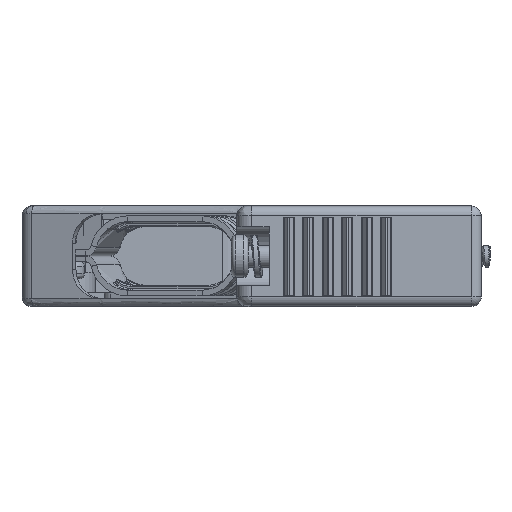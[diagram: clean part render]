
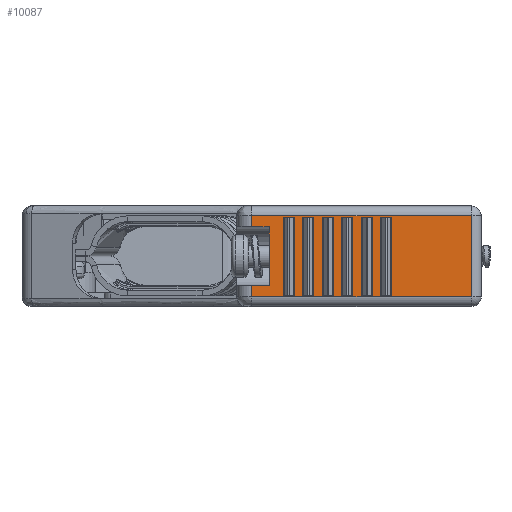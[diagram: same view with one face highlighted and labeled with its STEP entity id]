
A CAD part, left-side view. The second image highlights one B-rep face of the part: STEP entity #10087.
In plain terms, the highlighted planar face has unit normal (-1, 0, 0).
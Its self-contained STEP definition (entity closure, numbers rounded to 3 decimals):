
#6795=CARTESIAN_POINT('',(-51.105,21.5,8.15));
#6796=VERTEX_POINT('',#6795);
#6804=CARTESIAN_POINT('',(-51.105,21.5,9.3));
#6805=VERTEX_POINT('',#6804);
#6806=CARTESIAN_POINT('',(-51.105,21.5,8.15));
#6807=DIRECTION('',(0.,0.,1.));
#6808=VECTOR('',#6807,1.15);
#6809=LINE('',#6806,#6808);
#6810=EDGE_CURVE('',#6796,#6805,#6809,.T.);
#6837=CARTESIAN_POINT('',(-51.105,-1.,9.3));
#6838=VERTEX_POINT('',#6837);
#6846=CARTESIAN_POINT('',(-51.105,-1.,1.));
#6847=VERTEX_POINT('',#6846);
#6848=CARTESIAN_POINT('',(-51.105,-1.,9.3));
#6849=DIRECTION('',(0.,0.,-1.));
#6850=VECTOR('',#6849,8.3);
#6851=LINE('',#6848,#6850);
#6852=EDGE_CURVE('',#6838,#6847,#6851,.T.);
#8018=CARTESIAN_POINT('',(-51.105,19.7,8.15));
#8019=VERTEX_POINT('',#8018);
#8026=CARTESIAN_POINT('',(-51.105,19.7,8.15));
#8027=DIRECTION('',(0.,1.,0.));
#8028=VECTOR('',#8027,1.8);
#8029=LINE('',#8026,#8028);
#8030=EDGE_CURVE('',#8019,#6796,#8029,.T.);
#8096=CARTESIAN_POINT('',(-51.105,19.7,2.15));
#8097=VERTEX_POINT('',#8096);
#8104=CARTESIAN_POINT('',(-51.105,19.7,8.15));
#8105=DIRECTION('',(0.,0.,-1.));
#8106=VECTOR('',#8105,6.);
#8107=LINE('',#8104,#8106);
#8108=EDGE_CURVE('',#8019,#8097,#8107,.T.);
#8156=CARTESIAN_POINT('',(-51.105,17.134,9.15));
#8157=VERTEX_POINT('',#8156);
#8165=CARTESIAN_POINT('',(-51.105,18.266,9.15));
#8166=VERTEX_POINT('',#8165);
#8167=CARTESIAN_POINT('',(-51.105,17.134,9.15));
#8168=DIRECTION('',(0.,1.,0.));
#8169=VECTOR('',#8168,1.133);
#8170=LINE('',#8167,#8169);
#8171=EDGE_CURVE('',#8157,#8166,#8170,.T.);
#8215=CARTESIAN_POINT('',(-51.105,15.134,9.15));
#8216=VERTEX_POINT('',#8215);
#8224=CARTESIAN_POINT('',(-51.105,16.266,9.15));
#8225=VERTEX_POINT('',#8224);
#8226=CARTESIAN_POINT('',(-51.105,15.134,9.15));
#8227=DIRECTION('',(0.,1.,0.));
#8228=VECTOR('',#8227,1.133);
#8229=LINE('',#8226,#8228);
#8230=EDGE_CURVE('',#8216,#8225,#8229,.T.);
#8274=CARTESIAN_POINT('',(-51.105,13.134,9.15));
#8275=VERTEX_POINT('',#8274);
#8283=CARTESIAN_POINT('',(-51.105,14.266,9.15));
#8284=VERTEX_POINT('',#8283);
#8285=CARTESIAN_POINT('',(-51.105,13.134,9.15));
#8286=DIRECTION('',(0.,1.,0.));
#8287=VECTOR('',#8286,1.133);
#8288=LINE('',#8285,#8287);
#8289=EDGE_CURVE('',#8275,#8284,#8288,.T.);
#8333=CARTESIAN_POINT('',(-51.105,11.134,9.15));
#8334=VERTEX_POINT('',#8333);
#8342=CARTESIAN_POINT('',(-51.105,12.266,9.15));
#8343=VERTEX_POINT('',#8342);
#8344=CARTESIAN_POINT('',(-51.105,11.134,9.15));
#8345=DIRECTION('',(0.,1.,0.));
#8346=VECTOR('',#8345,1.133);
#8347=LINE('',#8344,#8346);
#8348=EDGE_CURVE('',#8334,#8343,#8347,.T.);
#8392=CARTESIAN_POINT('',(-51.105,9.134,9.15));
#8393=VERTEX_POINT('',#8392);
#8401=CARTESIAN_POINT('',(-51.105,10.266,9.15));
#8402=VERTEX_POINT('',#8401);
#8403=CARTESIAN_POINT('',(-51.105,9.134,9.15));
#8404=DIRECTION('',(0.,1.,0.));
#8405=VECTOR('',#8404,1.133);
#8406=LINE('',#8403,#8405);
#8407=EDGE_CURVE('',#8393,#8402,#8406,.T.);
#8451=CARTESIAN_POINT('',(-51.105,7.134,9.15));
#8452=VERTEX_POINT('',#8451);
#8460=CARTESIAN_POINT('',(-51.105,8.266,9.15));
#8461=VERTEX_POINT('',#8460);
#8462=CARTESIAN_POINT('',(-51.105,7.134,9.15));
#8463=DIRECTION('',(0.,1.,0.));
#8464=VECTOR('',#8463,1.133);
#8465=LINE('',#8462,#8464);
#8466=EDGE_CURVE('',#8452,#8461,#8465,.T.);
#9898=CARTESIAN_POINT('',(-51.105,10.5,5.15));
#9899=DIRECTION('',(0.,1.,0.));
#9900=DIRECTION('',(-1.,0.,0.));
#9901=AXIS2_PLACEMENT_3D('',#9898,#9900,#9899);
#9902=PLANE('',#9901);
#9903=ORIENTED_EDGE('',*,*,#8030,.F.);
#9904=ORIENTED_EDGE('',*,*,#8108,.T.);
#9905=CARTESIAN_POINT('',(-51.105,21.5,2.15));
#9906=VERTEX_POINT('',#9905);
#9907=CARTESIAN_POINT('',(-51.105,19.7,2.15));
#9908=DIRECTION('',(0.,1.,0.));
#9909=VECTOR('',#9908,1.8);
#9910=LINE('',#9907,#9909);
#9911=EDGE_CURVE('',#8097,#9906,#9910,.T.);
#9912=ORIENTED_EDGE('',*,*,#9911,.T.);
#9913=CARTESIAN_POINT('',(-51.105,21.5,1.));
#9914=VERTEX_POINT('',#9913);
#9915=CARTESIAN_POINT('',(-51.105,21.5,2.15));
#9916=DIRECTION('',(0.,0.,-1.));
#9917=VECTOR('',#9916,1.15);
#9918=LINE('',#9915,#9917);
#9919=EDGE_CURVE('',#9906,#9914,#9918,.T.);
#9920=ORIENTED_EDGE('',*,*,#9919,.T.);
#9921=CARTESIAN_POINT('',(-51.105,21.5,1.));
#9922=DIRECTION('',(0.,-1.,0.));
#9923=VECTOR('',#9922,22.5);
#9924=LINE('',#9921,#9923);
#9925=EDGE_CURVE('',#9914,#6847,#9924,.T.);
#9926=ORIENTED_EDGE('',*,*,#9925,.T.);
#9927=ORIENTED_EDGE('',*,*,#6852,.F.);
#9928=CARTESIAN_POINT('',(-51.105,-1.,9.3));
#9929=DIRECTION('',(0.,1.,0.));
#9930=VECTOR('',#9929,22.5);
#9931=LINE('',#9928,#9930);
#9932=EDGE_CURVE('',#6838,#6805,#9931,.T.);
#9933=ORIENTED_EDGE('',*,*,#9932,.T.);
#9934=ORIENTED_EDGE('',*,*,#6810,.F.);
#9935=EDGE_LOOP('',(#9903,#9904,#9912,#9920,#9926,#9927,#9933,#9934));
#9936=FACE_OUTER_BOUND('',#9935,.T.);
#9937=ORIENTED_EDGE('',*,*,#8171,.F.);
#9938=CARTESIAN_POINT('',(-51.105,17.134,1.15));
#9939=VERTEX_POINT('',#9938);
#9940=CARTESIAN_POINT('',(-51.105,17.134,9.15));
#9941=DIRECTION('',(0.,0.,-1.));
#9942=VECTOR('',#9941,8.);
#9943=LINE('',#9940,#9942);
#9944=EDGE_CURVE('',#8157,#9939,#9943,.T.);
#9945=ORIENTED_EDGE('',*,*,#9944,.T.);
#9946=CARTESIAN_POINT('',(-51.105,18.266,1.15));
#9947=VERTEX_POINT('',#9946);
#9948=CARTESIAN_POINT('',(-51.105,17.134,1.15));
#9949=DIRECTION('',(0.,1.,0.));
#9950=VECTOR('',#9949,1.133);
#9951=LINE('',#9948,#9950);
#9952=EDGE_CURVE('',#9939,#9947,#9951,.T.);
#9953=ORIENTED_EDGE('',*,*,#9952,.T.);
#9954=CARTESIAN_POINT('',(-51.105,18.266,9.15));
#9955=DIRECTION('',(0.,0.,-1.));
#9956=VECTOR('',#9955,8.);
#9957=LINE('',#9954,#9956);
#9958=EDGE_CURVE('',#8166,#9947,#9957,.T.);
#9959=ORIENTED_EDGE('',*,*,#9958,.F.);
#9960=EDGE_LOOP('',(#9937,#9945,#9953,#9959));
#9961=FACE_BOUND('',#9960,.T.);
#9962=ORIENTED_EDGE('',*,*,#8230,.F.);
#9963=CARTESIAN_POINT('',(-51.105,15.134,1.15));
#9964=VERTEX_POINT('',#9963);
#9965=CARTESIAN_POINT('',(-51.105,15.134,9.15));
#9966=DIRECTION('',(0.,0.,-1.));
#9967=VECTOR('',#9966,8.);
#9968=LINE('',#9965,#9967);
#9969=EDGE_CURVE('',#8216,#9964,#9968,.T.);
#9970=ORIENTED_EDGE('',*,*,#9969,.T.);
#9971=CARTESIAN_POINT('',(-51.105,16.266,1.15));
#9972=VERTEX_POINT('',#9971);
#9973=CARTESIAN_POINT('',(-51.105,15.134,1.15));
#9974=DIRECTION('',(0.,1.,0.));
#9975=VECTOR('',#9974,1.133);
#9976=LINE('',#9973,#9975);
#9977=EDGE_CURVE('',#9964,#9972,#9976,.T.);
#9978=ORIENTED_EDGE('',*,*,#9977,.T.);
#9979=CARTESIAN_POINT('',(-51.105,16.266,9.15));
#9980=DIRECTION('',(0.,0.,-1.));
#9981=VECTOR('',#9980,8.);
#9982=LINE('',#9979,#9981);
#9983=EDGE_CURVE('',#8225,#9972,#9982,.T.);
#9984=ORIENTED_EDGE('',*,*,#9983,.F.);
#9985=EDGE_LOOP('',(#9962,#9970,#9978,#9984));
#9986=FACE_BOUND('',#9985,.T.);
#9987=ORIENTED_EDGE('',*,*,#8289,.F.);
#9988=CARTESIAN_POINT('',(-51.105,13.134,1.15));
#9989=VERTEX_POINT('',#9988);
#9990=CARTESIAN_POINT('',(-51.105,13.134,9.15));
#9991=DIRECTION('',(0.,0.,-1.));
#9992=VECTOR('',#9991,8.);
#9993=LINE('',#9990,#9992);
#9994=EDGE_CURVE('',#8275,#9989,#9993,.T.);
#9995=ORIENTED_EDGE('',*,*,#9994,.T.);
#9996=CARTESIAN_POINT('',(-51.105,14.266,1.15));
#9997=VERTEX_POINT('',#9996);
#9998=CARTESIAN_POINT('',(-51.105,13.134,1.15));
#9999=DIRECTION('',(0.,1.,0.));
#10000=VECTOR('',#9999,1.133);
#10001=LINE('',#9998,#10000);
#10002=EDGE_CURVE('',#9989,#9997,#10001,.T.);
#10003=ORIENTED_EDGE('',*,*,#10002,.T.);
#10004=CARTESIAN_POINT('',(-51.105,14.266,9.15));
#10005=DIRECTION('',(0.,0.,-1.));
#10006=VECTOR('',#10005,8.);
#10007=LINE('',#10004,#10006);
#10008=EDGE_CURVE('',#8284,#9997,#10007,.T.);
#10009=ORIENTED_EDGE('',*,*,#10008,.F.);
#10010=EDGE_LOOP('',(#9987,#9995,#10003,#10009));
#10011=FACE_BOUND('',#10010,.T.);
#10012=ORIENTED_EDGE('',*,*,#8348,.F.);
#10013=CARTESIAN_POINT('',(-51.105,11.134,1.15));
#10014=VERTEX_POINT('',#10013);
#10015=CARTESIAN_POINT('',(-51.105,11.134,9.15));
#10016=DIRECTION('',(0.,0.,-1.));
#10017=VECTOR('',#10016,8.);
#10018=LINE('',#10015,#10017);
#10019=EDGE_CURVE('',#8334,#10014,#10018,.T.);
#10020=ORIENTED_EDGE('',*,*,#10019,.T.);
#10021=CARTESIAN_POINT('',(-51.105,12.266,1.15));
#10022=VERTEX_POINT('',#10021);
#10023=CARTESIAN_POINT('',(-51.105,11.134,1.15));
#10024=DIRECTION('',(0.,1.,0.));
#10025=VECTOR('',#10024,1.133);
#10026=LINE('',#10023,#10025);
#10027=EDGE_CURVE('',#10014,#10022,#10026,.T.);
#10028=ORIENTED_EDGE('',*,*,#10027,.T.);
#10029=CARTESIAN_POINT('',(-51.105,12.266,9.15));
#10030=DIRECTION('',(0.,0.,-1.));
#10031=VECTOR('',#10030,8.);
#10032=LINE('',#10029,#10031);
#10033=EDGE_CURVE('',#8343,#10022,#10032,.T.);
#10034=ORIENTED_EDGE('',*,*,#10033,.F.);
#10035=EDGE_LOOP('',(#10012,#10020,#10028,#10034));
#10036=FACE_BOUND('',#10035,.T.);
#10037=ORIENTED_EDGE('',*,*,#8407,.F.);
#10038=CARTESIAN_POINT('',(-51.105,9.134,1.15));
#10039=VERTEX_POINT('',#10038);
#10040=CARTESIAN_POINT('',(-51.105,9.134,9.15));
#10041=DIRECTION('',(0.,0.,-1.));
#10042=VECTOR('',#10041,8.);
#10043=LINE('',#10040,#10042);
#10044=EDGE_CURVE('',#8393,#10039,#10043,.T.);
#10045=ORIENTED_EDGE('',*,*,#10044,.T.);
#10046=CARTESIAN_POINT('',(-51.105,10.266,1.15));
#10047=VERTEX_POINT('',#10046);
#10048=CARTESIAN_POINT('',(-51.105,9.134,1.15));
#10049=DIRECTION('',(0.,1.,0.));
#10050=VECTOR('',#10049,1.133);
#10051=LINE('',#10048,#10050);
#10052=EDGE_CURVE('',#10039,#10047,#10051,.T.);
#10053=ORIENTED_EDGE('',*,*,#10052,.T.);
#10054=CARTESIAN_POINT('',(-51.105,10.266,9.15));
#10055=DIRECTION('',(0.,0.,-1.));
#10056=VECTOR('',#10055,8.);
#10057=LINE('',#10054,#10056);
#10058=EDGE_CURVE('',#8402,#10047,#10057,.T.);
#10059=ORIENTED_EDGE('',*,*,#10058,.F.);
#10060=EDGE_LOOP('',(#10037,#10045,#10053,#10059));
#10061=FACE_BOUND('',#10060,.T.);
#10062=ORIENTED_EDGE('',*,*,#8466,.F.);
#10063=CARTESIAN_POINT('',(-51.105,7.134,1.15));
#10064=VERTEX_POINT('',#10063);
#10065=CARTESIAN_POINT('',(-51.105,7.134,9.15));
#10066=DIRECTION('',(0.,0.,-1.));
#10067=VECTOR('',#10066,8.);
#10068=LINE('',#10065,#10067);
#10069=EDGE_CURVE('',#8452,#10064,#10068,.T.);
#10070=ORIENTED_EDGE('',*,*,#10069,.T.);
#10071=CARTESIAN_POINT('',(-51.105,8.266,1.15));
#10072=VERTEX_POINT('',#10071);
#10073=CARTESIAN_POINT('',(-51.105,7.134,1.15));
#10074=DIRECTION('',(0.,1.,0.));
#10075=VECTOR('',#10074,1.133);
#10076=LINE('',#10073,#10075);
#10077=EDGE_CURVE('',#10064,#10072,#10076,.T.);
#10078=ORIENTED_EDGE('',*,*,#10077,.T.);
#10079=CARTESIAN_POINT('',(-51.105,8.266,9.15));
#10080=DIRECTION('',(0.,0.,-1.));
#10081=VECTOR('',#10080,8.);
#10082=LINE('',#10079,#10081);
#10083=EDGE_CURVE('',#8461,#10072,#10082,.T.);
#10084=ORIENTED_EDGE('',*,*,#10083,.F.);
#10085=EDGE_LOOP('',(#10062,#10070,#10078,#10084));
#10086=FACE_BOUND('',#10085,.T.);
#10087=ADVANCED_FACE('',(#9936,#9961,#9986,#10011,#10036,#10061,#10086),#9902,.T.);
